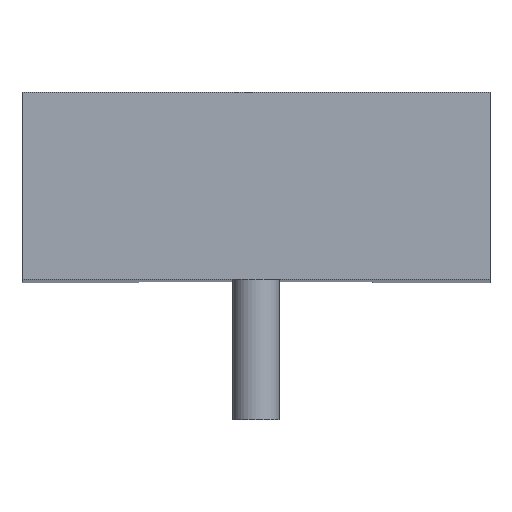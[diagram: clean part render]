
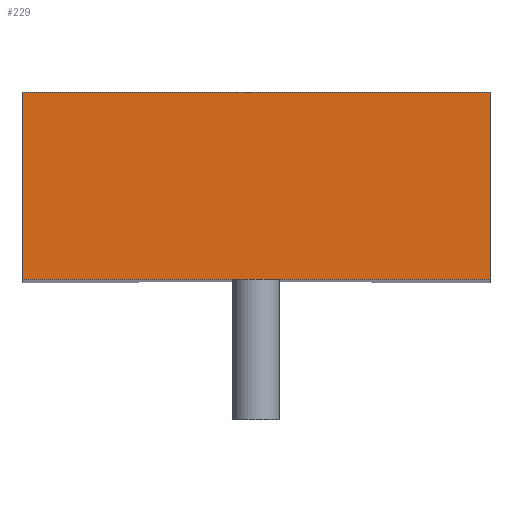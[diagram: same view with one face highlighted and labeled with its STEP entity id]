
A CAD part, top view. The second image highlights one B-rep face of the part: STEP entity #229.
In plain terms, the highlighted planar face has unit normal (0, 0, 1).
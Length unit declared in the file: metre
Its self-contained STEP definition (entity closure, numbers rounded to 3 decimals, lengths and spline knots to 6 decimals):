
#43=ORIENTED_EDGE('',*,*,#96,.T.);
#44=ORIENTED_EDGE('',*,*,#97,.F.);
#45=ORIENTED_EDGE('',*,*,#98,.F.);
#46=ORIENTED_EDGE('',*,*,#94,.T.);
#94=EDGE_CURVE('',#120,#119,#141,.T.);
#96=EDGE_CURVE('',#119,#121,#143,.T.);
#97=EDGE_CURVE('',#122,#121,#144,.T.);
#98=EDGE_CURVE('',#120,#122,#145,.T.);
#119=VERTEX_POINT('',#354);
#120=VERTEX_POINT('',#356);
#121=VERTEX_POINT('',#360);
#122=VERTEX_POINT('',#362);
#141=LINE('',#355,#165);
#143=LINE('',#359,#167);
#144=LINE('',#361,#168);
#145=LINE('',#363,#169);
#165=VECTOR('',#291,1.);
#167=VECTOR('',#295,1.);
#168=VECTOR('',#296,1.);
#169=VECTOR('',#297,1.);
#183=EDGE_LOOP('',(#43,#44,#45,#46));
#201=FACE_BOUND('',#183,.T.);
#218=PLANE('',#256);
#229=ADVANCED_FACE('',(#201),#218,.F.);
#256=AXIS2_PLACEMENT_3D('',#358,#293,#294);
#291=DIRECTION('',(0.,1.,0.));
#293=DIRECTION('',(0.,0.,-1.));
#294=DIRECTION('',(-1.,0.,0.));
#295=DIRECTION('',(-1.,0.,0.));
#296=DIRECTION('',(0.,1.,0.));
#297=DIRECTION('',(-1.,0.,0.));
#354=CARTESIAN_POINT('',(0.025,0.,0.2));
#355=CARTESIAN_POINT('',(0.025,-0.02,0.2));
#356=CARTESIAN_POINT('',(0.025,-0.02,0.2));
#358=CARTESIAN_POINT('',(-0.0125,-0.02,0.2));
#359=CARTESIAN_POINT('',(-0.0125,0.,0.2));
#360=CARTESIAN_POINT('',(-0.025,0.,0.2));
#361=CARTESIAN_POINT('',(-0.025,-0.02,0.2));
#362=CARTESIAN_POINT('',(-0.025,-0.02,0.2));
#363=CARTESIAN_POINT('',(-0.0125,-0.02,0.2));
